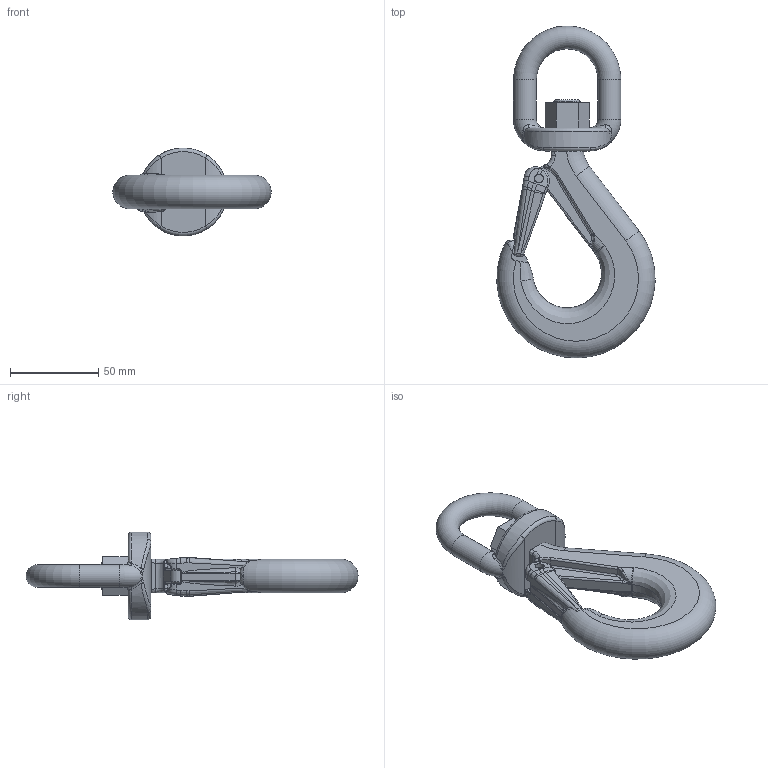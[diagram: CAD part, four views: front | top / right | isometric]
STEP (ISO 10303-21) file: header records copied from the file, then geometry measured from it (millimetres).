
FILE_DESCRIPTION(/* description */ (''),/* implementation_level */ '2;1');
FILE_NAME(/* name */ 'WSBW_7_8.stp',/* time_stamp */ '2012-01-17T11:21:45+01:00',/* author */ (''),/* organization */ (''),/* preprocessor_version */ 'ST-DEVELOPER v11',/* originating_system */ 'SIEMENS PLM Software NX 7.5',/* authorisation */ '');
FILE_SCHEMA (('AUTOMOTIVE_DESIGN { 1 0 10303 214 1 1 1 1 }'));
Length unit declared in the file: millimetre
Products named in the file (1): kseF038xll5
Bounding box: 89.94 x 188.61 x 49.95 mm (x, y, z)
Volume: 139127 mm3; surface area: 36069.8 mm2
Topology: 6 solids, 6 shells, 412 faces, 1008 edges, 590 vertices
Faces by surface type: bspline 164, plane 104, cylinder 104, torus 35, sphere 4, cone 1
Full cylindrical faces by diameter (mm): 5 x4, 13 x5, 15 x1, 25 x2
Entity records: 17759 total; most frequent: CARTESIAN_POINT 9709, ORIENTED_EDGE 1938, DIRECTION 1305, EDGE_CURVE 969, VERTEX_POINT 582, AXIS2_PLACEMENT_3D 534, EDGE_LOOP 439, ADVANCED_FACE 412
